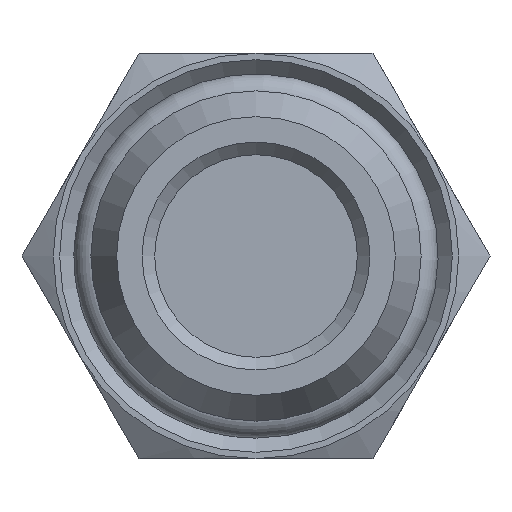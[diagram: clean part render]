
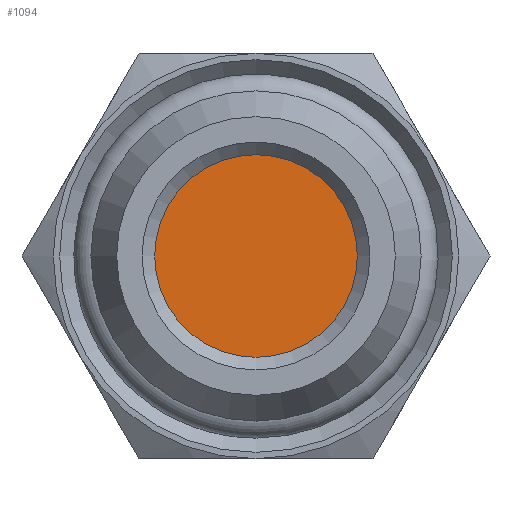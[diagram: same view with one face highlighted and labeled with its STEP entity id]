
A CAD part, front view. The second image highlights one B-rep face of the part: STEP entity #1094.
In plain terms, the highlighted planar face has unit normal (0, -1, 0).
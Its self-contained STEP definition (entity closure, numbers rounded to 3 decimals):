
#96=PLANE('',#1233);
#211=CIRCLE('',#1170,4.);
#324=FACE_OUTER_BOUND('',#444,.T.);
#444=EDGE_LOOP('',(#1008));
#560=VERTEX_POINT('',#21369);
#679=EDGE_CURVE('',#560,#560,#211,.T.);
#1008=ORIENTED_EDGE('',*,*,#679,.F.);
#1094=ADVANCED_FACE('',(#324),#96,.T.);
#1170=AXIS2_PLACEMENT_3D('',#21370,#1393,#1394);
#1233=AXIS2_PLACEMENT_3D('',#21550,#1525,#1526);
#1393=DIRECTION('center_axis',(0.,1.,0.));
#1394=DIRECTION('ref_axis',(1.,0.,0.));
#1525=DIRECTION('center_axis',(0.,-1.,0.));
#1526=DIRECTION('ref_axis',(1.,0.,0.));
#21369=CARTESIAN_POINT('',(0.,1.366,-4.));
#21370=CARTESIAN_POINT('Origin',(0.,1.366,0.));
#21550=CARTESIAN_POINT('Origin',(0.,1.366,
0.));
